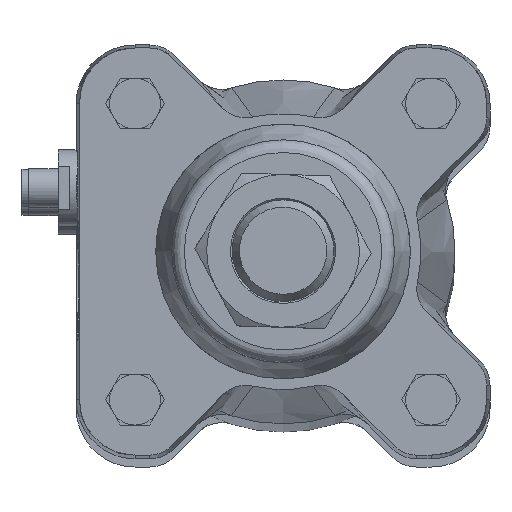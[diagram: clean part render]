
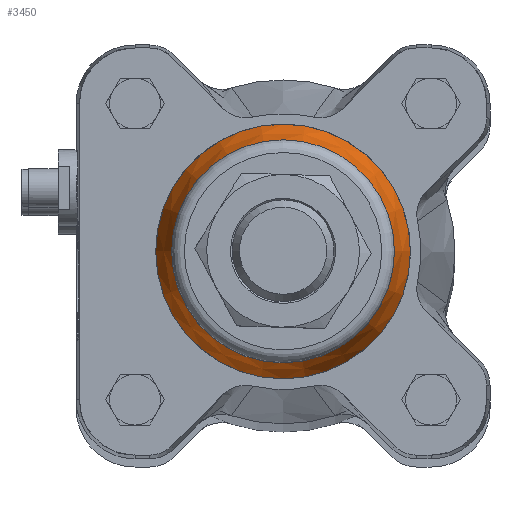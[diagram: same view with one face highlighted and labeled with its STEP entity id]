
A CAD part, top view. The second image highlights one B-rep face of the part: STEP entity #3450.
In plain terms, the highlighted conical face has half-angle 20 degrees and reference radius 18.75 mm.
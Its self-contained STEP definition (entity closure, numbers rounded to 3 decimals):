
#145=CONICAL_SURFACE('',#3761,18.75,20.);
#822=FACE_BOUND('',#1192,.T.);
#938=FACE_OUTER_BOUND('',#1191,.T.);
#1191=EDGE_LOOP('',(#2695));
#1192=EDGE_LOOP('',(#2696));
#1477=CIRCLE('',#3760,20.);
#1478=CIRCLE('',#3762,17.5);
#1725=VERTEX_POINT('',#5620);
#1726=VERTEX_POINT('',#5623);
#2094=EDGE_CURVE('',#1725,#1725,#1477,.T.);
#2095=EDGE_CURVE('',#1726,#1726,#1478,.T.);
#2695=ORIENTED_EDGE('',*,*,#2094,.F.);
#2696=ORIENTED_EDGE('',*,*,#2095,.T.);
#3450=ADVANCED_FACE('',(#938,#822),#145,.T.);
#3760=AXIS2_PLACEMENT_3D('',#5621,#4400,#4401);
#3761=AXIS2_PLACEMENT_3D('',#5622,#4402,#4403);
#3762=AXIS2_PLACEMENT_3D('',#5624,#4404,#4405);
#4400=DIRECTION('center_axis',(0.,0.,-1.));
#4401=DIRECTION('ref_axis',(1.,0.,0.));
#4402=DIRECTION('center_axis',(0.,0.,-1.));
#4403=DIRECTION('ref_axis',(-1.,0.,0.));
#4404=DIRECTION('center_axis',(0.,0.,-1.));
#4405=DIRECTION('ref_axis',(1.,0.,0.));
#5620=CARTESIAN_POINT('',(-20.,0.,407.));
#5621=CARTESIAN_POINT('Origin',(0.,0.,407.));
#5622=CARTESIAN_POINT('Origin',(0.,0.,410.434));
#5623=CARTESIAN_POINT('',(-17.5,0.,413.869));
#5624=CARTESIAN_POINT('Origin',(0.,0.,413.869));
